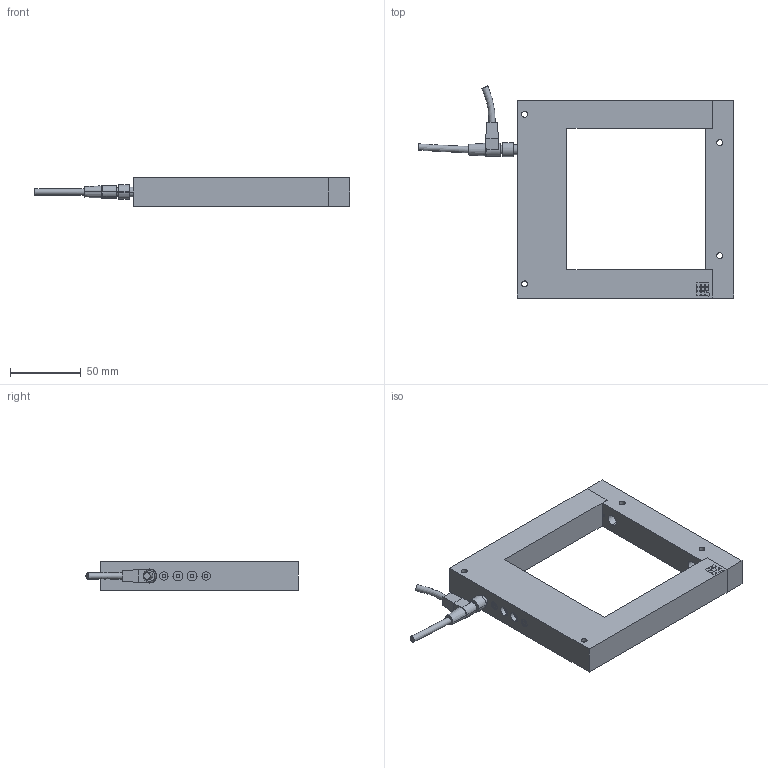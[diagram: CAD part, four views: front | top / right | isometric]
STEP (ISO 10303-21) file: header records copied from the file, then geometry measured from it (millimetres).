
FILE_DESCRIPTION((''),'2;1');
FILE_NAME('OGWSD 100.stp','2004-09-24T16:02:52',('g'),(''),'Autodesk Inventor 8','Autodesk Inventor 8','');
FILE_SCHEMA(('AUTOMOTIVE_DESIGN { 1 0 10303 214 1 1 1 1 }'));
Length unit declared in the file: millimetre
Products named in the file (6): OGWSD 100; Traverse OGWSD 100; Stecker_abgewinkelt; Stecker_gerade; Steckeranschluß
Assembly tree (5 placements, depth 2):
  OGWSD 100
    OGWSD 100
    Traverse OGWSD 100
    Stecker_abgewinkelt
    Stecker_gerade
    Steckeranschluß
Bounding box: 223.21 x 150.09 x 20 mm (x, y, z)
Volume: 235678.6 mm3; surface area: 50416.4 mm2
Topology: 5 solids, 5 shells, 219 faces, 511 edges, 333 vertices
Faces by surface type: plane 141, cylinder 64, bspline 10, cone 4
Entity records: 6732 total; most frequent: CARTESIAN_POINT 1442, DIRECTION 1084, ORIENTED_EDGE 1022, EDGE_CURVE 511, AXIS2_PLACEMENT_3D 363, VECTOR 358, LINE 358, VERTEX_POINT 333
